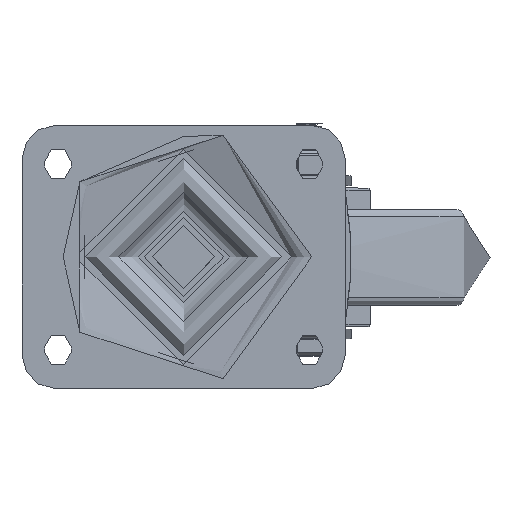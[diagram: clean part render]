
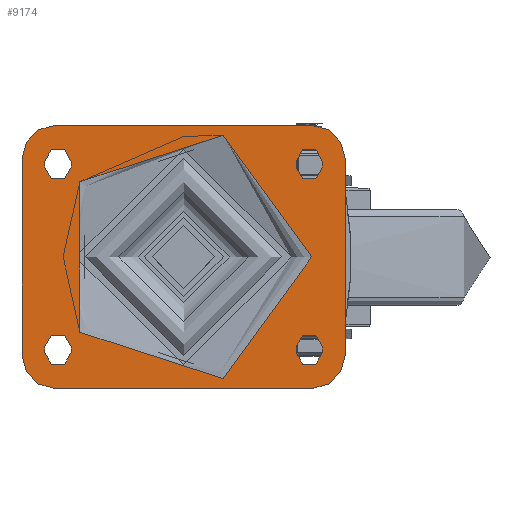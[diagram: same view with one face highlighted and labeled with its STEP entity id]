
A CAD part, top view. The second image highlights one B-rep face of the part: STEP entity #9174.
In plain terms, the highlighted planar face has unit normal (0, 0, 1).
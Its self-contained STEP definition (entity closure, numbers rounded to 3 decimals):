
#276=FACE_BOUND('',#3083,.T.);
#277=FACE_BOUND('',#3084,.T.);
#278=FACE_BOUND('',#3085,.T.);
#279=FACE_BOUND('',#3086,.T.);
#280=FACE_BOUND('',#3087,.T.);
#416=PLANE('',#10013);
#1043=LINE('',#14623,#1700);
#1044=LINE('',#14627,#1701);
#1045=LINE('',#14631,#1702);
#1046=LINE('',#14634,#1703);
#1047=LINE('',#14639,#1704);
#1048=LINE('',#14642,#1705);
#1049=LINE('',#14647,#1706);
#1050=LINE('',#14650,#1707);
#1051=LINE('',#14655,#1708);
#1052=LINE('',#14658,#1709);
#1053=LINE('',#14663,#1710);
#1054=LINE('',#14666,#1711);
#1700=VECTOR('',#11413,1000.);
#1701=VECTOR('',#11416,1000.);
#1702=VECTOR('',#11419,1000.);
#1703=VECTOR('',#11422,1000.);
#1704=VECTOR('',#11425,1000.);
#1705=VECTOR('',#11428,1000.);
#1706=VECTOR('',#11431,1000.);
#1707=VECTOR('',#11434,1000.);
#1708=VECTOR('',#11437,1000.);
#1709=VECTOR('',#11440,1000.);
#1710=VECTOR('',#11443,1000.);
#1711=VECTOR('',#11446,1000.);
#2521=FACE_OUTER_BOUND('',#3082,.T.);
#3082=EDGE_LOOP('',(#6883,#6884,#6885,#6886,#6887,#6888,#6889,#6890));
#3083=EDGE_LOOP('',(#6891,#6892,#6893,#6894));
#3084=EDGE_LOOP('',(#6895,#6896,#6897,#6898));
#3085=EDGE_LOOP('',(#6899,#6900,#6901,#6902));
#3086=EDGE_LOOP('',(#6903,#6904,#6905,#6906));
#3087=EDGE_LOOP('',(#6907));
#3554=CIRCLE('',#9746,53.5);
#3677=CIRCLE('',#10014,14.);
#3678=CIRCLE('',#10015,14.);
#3679=CIRCLE('',#10016,14.);
#3680=CIRCLE('',#10017,14.);
#3681=CIRCLE('',#10018,5.5);
#3682=CIRCLE('',#10019,5.5);
#3683=CIRCLE('',#10020,5.5);
#3684=CIRCLE('',#10021,5.5);
#3685=CIRCLE('',#10022,5.5);
#3686=CIRCLE('',#10023,5.5);
#3687=CIRCLE('',#10024,5.5);
#3688=CIRCLE('',#10025,5.5);
#3982=VERTEX_POINT('',#13380);
#4178=VERTEX_POINT('',#14619);
#4179=VERTEX_POINT('',#14620);
#4180=VERTEX_POINT('',#14622);
#4181=VERTEX_POINT('',#14624);
#4182=VERTEX_POINT('',#14626);
#4183=VERTEX_POINT('',#14628);
#4184=VERTEX_POINT('',#14630);
#4185=VERTEX_POINT('',#14632);
#4186=VERTEX_POINT('',#14635);
#4187=VERTEX_POINT('',#14636);
#4188=VERTEX_POINT('',#14638);
#4189=VERTEX_POINT('',#14640);
#4190=VERTEX_POINT('',#14643);
#4191=VERTEX_POINT('',#14644);
#4192=VERTEX_POINT('',#14646);
#4193=VERTEX_POINT('',#14648);
#4194=VERTEX_POINT('',#14651);
#4195=VERTEX_POINT('',#14652);
#4196=VERTEX_POINT('',#14654);
#4197=VERTEX_POINT('',#14656);
#4198=VERTEX_POINT('',#14659);
#4199=VERTEX_POINT('',#14660);
#4200=VERTEX_POINT('',#14662);
#4201=VERTEX_POINT('',#14664);
#4858=EDGE_CURVE('',#3982,#3982,#3554,.T.);
#5176=EDGE_CURVE('',#4178,#4179,#3677,.T.);
#5177=EDGE_CURVE('',#4180,#4178,#1043,.T.);
#5178=EDGE_CURVE('',#4181,#4180,#3678,.T.);
#5179=EDGE_CURVE('',#4182,#4181,#1044,.T.);
#5180=EDGE_CURVE('',#4183,#4182,#3679,.T.);
#5181=EDGE_CURVE('',#4184,#4183,#1045,.T.);
#5182=EDGE_CURVE('',#4185,#4184,#3680,.T.);
#5183=EDGE_CURVE('',#4179,#4185,#1046,.T.);
#5184=EDGE_CURVE('',#4186,#4187,#3681,.T.);
#5185=EDGE_CURVE('',#4187,#4188,#1047,.T.);
#5186=EDGE_CURVE('',#4188,#4189,#3682,.T.);
#5187=EDGE_CURVE('',#4189,#4186,#1048,.T.);
#5188=EDGE_CURVE('',#4190,#4191,#3683,.T.);
#5189=EDGE_CURVE('',#4191,#4192,#1049,.T.);
#5190=EDGE_CURVE('',#4192,#4193,#3684,.T.);
#5191=EDGE_CURVE('',#4193,#4190,#1050,.T.);
#5192=EDGE_CURVE('',#4194,#4195,#3685,.T.);
#5193=EDGE_CURVE('',#4195,#4196,#1051,.T.);
#5194=EDGE_CURVE('',#4196,#4197,#3686,.T.);
#5195=EDGE_CURVE('',#4197,#4194,#1052,.T.);
#5196=EDGE_CURVE('',#4198,#4199,#3687,.T.);
#5197=EDGE_CURVE('',#4199,#4200,#1053,.T.);
#5198=EDGE_CURVE('',#4200,#4201,#3688,.T.);
#5199=EDGE_CURVE('',#4201,#4198,#1054,.T.);
#6883=ORIENTED_EDGE('',*,*,#5176,.F.);
#6884=ORIENTED_EDGE('',*,*,#5177,.F.);
#6885=ORIENTED_EDGE('',*,*,#5178,.F.);
#6886=ORIENTED_EDGE('',*,*,#5179,.F.);
#6887=ORIENTED_EDGE('',*,*,#5180,.F.);
#6888=ORIENTED_EDGE('',*,*,#5181,.F.);
#6889=ORIENTED_EDGE('',*,*,#5182,.F.);
#6890=ORIENTED_EDGE('',*,*,#5183,.F.);
#6891=ORIENTED_EDGE('',*,*,#5184,.T.);
#6892=ORIENTED_EDGE('',*,*,#5185,.T.);
#6893=ORIENTED_EDGE('',*,*,#5186,.T.);
#6894=ORIENTED_EDGE('',*,*,#5187,.T.);
#6895=ORIENTED_EDGE('',*,*,#5188,.T.);
#6896=ORIENTED_EDGE('',*,*,#5189,.T.);
#6897=ORIENTED_EDGE('',*,*,#5190,.T.);
#6898=ORIENTED_EDGE('',*,*,#5191,.T.);
#6899=ORIENTED_EDGE('',*,*,#5192,.T.);
#6900=ORIENTED_EDGE('',*,*,#5193,.T.);
#6901=ORIENTED_EDGE('',*,*,#5194,.T.);
#6902=ORIENTED_EDGE('',*,*,#5195,.T.);
#6903=ORIENTED_EDGE('',*,*,#5196,.T.);
#6904=ORIENTED_EDGE('',*,*,#5197,.T.);
#6905=ORIENTED_EDGE('',*,*,#5198,.T.);
#6906=ORIENTED_EDGE('',*,*,#5199,.T.);
#6907=ORIENTED_EDGE('',*,*,#4858,.F.);
#9174=ADVANCED_FACE('',(#2521,#276,#277,#278,#279,#280),#416,.T.);
#9746=AXIS2_PLACEMENT_3D('',#13381,#10748,#10749);
#10013=AXIS2_PLACEMENT_3D('',#14618,#11409,#11410);
#10014=AXIS2_PLACEMENT_3D('',#14621,#11411,#11412);
#10015=AXIS2_PLACEMENT_3D('',#14625,#11414,#11415);
#10016=AXIS2_PLACEMENT_3D('',#14629,#11417,#11418);
#10017=AXIS2_PLACEMENT_3D('',#14633,#11420,#11421);
#10018=AXIS2_PLACEMENT_3D('',#14637,#11423,#11424);
#10019=AXIS2_PLACEMENT_3D('',#14641,#11426,#11427);
#10020=AXIS2_PLACEMENT_3D('',#14645,#11429,#11430);
#10021=AXIS2_PLACEMENT_3D('',#14649,#11432,#11433);
#10022=AXIS2_PLACEMENT_3D('',#14653,#11435,#11436);
#10023=AXIS2_PLACEMENT_3D('',#14657,#11438,#11439);
#10024=AXIS2_PLACEMENT_3D('',#14661,#11441,#11442);
#10025=AXIS2_PLACEMENT_3D('',#14665,#11444,#11445);
#10748=DIRECTION('center_axis',(0.,0.,1.));
#10749=DIRECTION('ref_axis',(1.,0.,0.));
#11409=DIRECTION('center_axis',(0.,0.,1.));
#11410=DIRECTION('ref_axis',(1.,0.,0.));
#11411=DIRECTION('center_axis',(0.,0.,-1.));
#11412=DIRECTION('ref_axis',(0.,-1.,0.));
#11413=DIRECTION('',(-1.,0.,0.));
#11414=DIRECTION('center_axis',(0.,0.,-1.));
#11415=DIRECTION('ref_axis',(1.,0.,0.));
#11416=DIRECTION('',(0.,-1.,0.));
#11417=DIRECTION('center_axis',(0.,0.,-1.));
#11418=DIRECTION('ref_axis',(0.,1.,0.));
#11419=DIRECTION('',(1.,0.,0.));
#11420=DIRECTION('center_axis',(0.,0.,-1.));
#11421=DIRECTION('ref_axis',(-1.,0.,0.));
#11422=DIRECTION('',(0.,1.,0.));
#11423=DIRECTION('center_axis',(0.,0.,-1.));
#11424=DIRECTION('ref_axis',(1.,0.,0.));
#11425=DIRECTION('',(0.,-1.,0.));
#11426=DIRECTION('center_axis',(0.,0.,-1.));
#11427=DIRECTION('ref_axis',(1.,0.,0.));
#11428=DIRECTION('',(0.,1.,0.));
#11429=DIRECTION('center_axis',(0.,0.,-1.));
#11430=DIRECTION('ref_axis',(1.,0.,0.));
#11431=DIRECTION('',(0.,-1.,0.));
#11432=DIRECTION('center_axis',(0.,0.,-1.));
#11433=DIRECTION('ref_axis',(1.,0.,0.));
#11434=DIRECTION('',(0.,1.,0.));
#11435=DIRECTION('center_axis',(0.,0.,-1.));
#11436=DIRECTION('ref_axis',(-1.,0.,0.));
#11437=DIRECTION('',(0.,1.,0.));
#11438=DIRECTION('center_axis',(0.,0.,-1.));
#11439=DIRECTION('ref_axis',(-1.,0.,0.));
#11440=DIRECTION('',(0.,-1.,0.));
#11441=DIRECTION('center_axis',(0.,0.,-1.));
#11442=DIRECTION('ref_axis',(-1.,0.,0.));
#11443=DIRECTION('',(0.,1.,0.));
#11444=DIRECTION('center_axis',(0.,0.,-1.));
#11445=DIRECTION('ref_axis',(-1.,0.,0.));
#11446=DIRECTION('',(0.,-1.,0.));
#13380=CARTESIAN_POINT('',(53.5,0.,0.));
#13381=CARTESIAN_POINT('Origin',(0.,0.,0.));
#14618=CARTESIAN_POINT('Origin',(0.,0.,0.));
#14619=CARTESIAN_POINT('',(-53.5,-55.,0.));
#14620=CARTESIAN_POINT('',(-67.5,-41.,0.));
#14621=CARTESIAN_POINT('Origin',(-53.5,-41.,0.));
#14622=CARTESIAN_POINT('',(53.5,-55.,0.));
#14623=CARTESIAN_POINT('',(53.5,-55.,0.));
#14624=CARTESIAN_POINT('',(67.5,-41.,0.));
#14625=CARTESIAN_POINT('Origin',(53.5,-41.,0.));
#14626=CARTESIAN_POINT('',(67.5,41.,0.));
#14627=CARTESIAN_POINT('',(67.5,41.,0.));
#14628=CARTESIAN_POINT('',(53.5,55.,0.));
#14629=CARTESIAN_POINT('Origin',(53.5,41.,0.));
#14630=CARTESIAN_POINT('',(-53.5,55.,0.));
#14631=CARTESIAN_POINT('',(-53.5,55.,0.));
#14632=CARTESIAN_POINT('',(-67.5,41.,0.));
#14633=CARTESIAN_POINT('Origin',(-53.5,41.,0.));
#14634=CARTESIAN_POINT('',(-67.5,-41.,0.));
#14635=CARTESIAN_POINT('',(-58.,40.,0.));
#14636=CARTESIAN_POINT('',(-47.,40.,0.));
#14637=CARTESIAN_POINT('Origin',(-52.5,40.,0.));
#14638=CARTESIAN_POINT('',(-47.,37.5,0.));
#14639=CARTESIAN_POINT('',(-47.,40.,0.));
#14640=CARTESIAN_POINT('',(-58.,37.5,0.));
#14641=CARTESIAN_POINT('Origin',(-52.5,37.5,0.));
#14642=CARTESIAN_POINT('',(-58.,40.,0.));
#14643=CARTESIAN_POINT('',(-58.,-37.5,0.));
#14644=CARTESIAN_POINT('',(-47.,-37.5,0.));
#14645=CARTESIAN_POINT('Origin',(-52.5,-37.5,0.));
#14646=CARTESIAN_POINT('',(-47.,-40.,0.));
#14647=CARTESIAN_POINT('',(-47.,-40.,0.));
#14648=CARTESIAN_POINT('',(-58.,-40.,0.));
#14649=CARTESIAN_POINT('Origin',(-52.5,-40.,0.));
#14650=CARTESIAN_POINT('',(-58.,-40.,0.));
#14651=CARTESIAN_POINT('',(58.,37.5,0.));
#14652=CARTESIAN_POINT('',(47.,37.5,0.));
#14653=CARTESIAN_POINT('Origin',(52.5,37.5,0.));
#14654=CARTESIAN_POINT('',(47.,40.,0.));
#14655=CARTESIAN_POINT('',(47.,40.,0.));
#14656=CARTESIAN_POINT('',(58.,40.,0.));
#14657=CARTESIAN_POINT('Origin',(52.5,40.,0.));
#14658=CARTESIAN_POINT('',(58.,40.,0.));
#14659=CARTESIAN_POINT('',(58.,-40.,0.));
#14660=CARTESIAN_POINT('',(47.,-40.,0.));
#14661=CARTESIAN_POINT('Origin',(52.5,-40.,0.));
#14662=CARTESIAN_POINT('',(47.,-37.5,0.));
#14663=CARTESIAN_POINT('',(47.,-40.,0.));
#14664=CARTESIAN_POINT('',(58.,-37.5,0.));
#14665=CARTESIAN_POINT('Origin',(52.5,-37.5,0.));
#14666=CARTESIAN_POINT('',(58.,-40.,0.));
